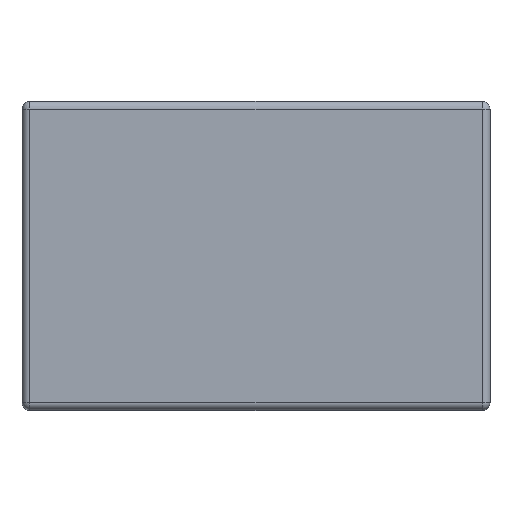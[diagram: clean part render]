
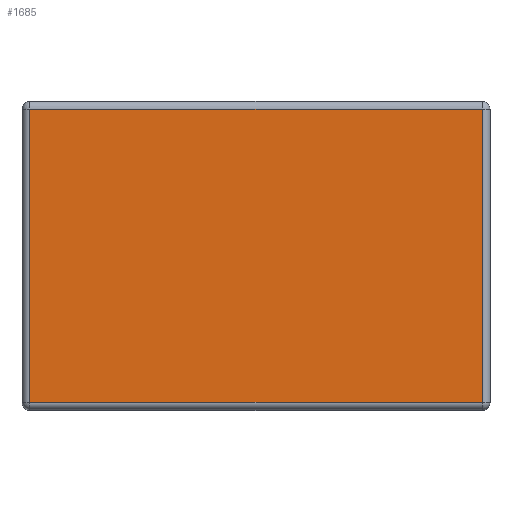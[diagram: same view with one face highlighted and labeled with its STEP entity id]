
A CAD part, top view. The second image highlights one B-rep face of the part: STEP entity #1685.
In plain terms, the highlighted planar face has unit normal (0, 0, 1).
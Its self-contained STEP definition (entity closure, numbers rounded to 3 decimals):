
#116=FACE_OUTER_BOUND('',#204,.T.);
#204=EDGE_LOOP('',(#1354,#1355,#1356,#1357));
#378=LINE('',#2567,#590);
#384=LINE('',#2596,#596);
#386=LINE('',#2599,#598);
#388=LINE('',#2602,#600);
#590=VECTOR('',#2107,10.);
#596=VECTOR('',#2139,10.);
#598=VECTOR('',#2143,10.);
#600=VECTOR('',#2147,10.);
#751=VERTEX_POINT('',#2542);
#756=VERTEX_POINT('',#2555);
#761=VERTEX_POINT('',#2571);
#766=VERTEX_POINT('',#2584);
#958=EDGE_CURVE('',#751,#756,#378,.T.);
#972=EDGE_CURVE('',#756,#766,#384,.T.);
#974=EDGE_CURVE('',#766,#761,#386,.T.);
#976=EDGE_CURVE('',#761,#751,#388,.T.);
#1354=ORIENTED_EDGE('',*,*,#958,.F.);
#1355=ORIENTED_EDGE('',*,*,#976,.F.);
#1356=ORIENTED_EDGE('',*,*,#974,.F.);
#1357=ORIENTED_EDGE('',*,*,#972,.F.);
#1542=PLANE('',#1803);
#1685=ADVANCED_FACE('',(#116),#1542,.T.);
#1803=AXIS2_PLACEMENT_3D('',#2624,#2163,#2164);
#2107=DIRECTION('',(0.,1.,0.));
#2139=DIRECTION('',(1.,0.,0.));
#2143=DIRECTION('',(0.,-1.,0.));
#2147=DIRECTION('',(-1.,0.,0.));
#2163=DIRECTION('center_axis',(0.,0.,1.));
#2164=DIRECTION('ref_axis',(1.,0.,0.));
#2542=CARTESIAN_POINT('',(-7.25,-4.7,9.9));
#2555=CARTESIAN_POINT('',(-7.25,4.7,9.9));
#2567=CARTESIAN_POINT('',(-7.25,2.475,9.9));
#2571=CARTESIAN_POINT('',(7.25,-4.7,9.9));
#2584=CARTESIAN_POINT('',(7.25,4.7,9.9));
#2596=CARTESIAN_POINT('',(3.75,4.7,9.9));
#2599=CARTESIAN_POINT('',(7.25,-2.475,9.9));
#2602=CARTESIAN_POINT('',(-3.75,-4.7,9.9));
#2624=CARTESIAN_POINT('Origin',(0.,0.,9.9));
